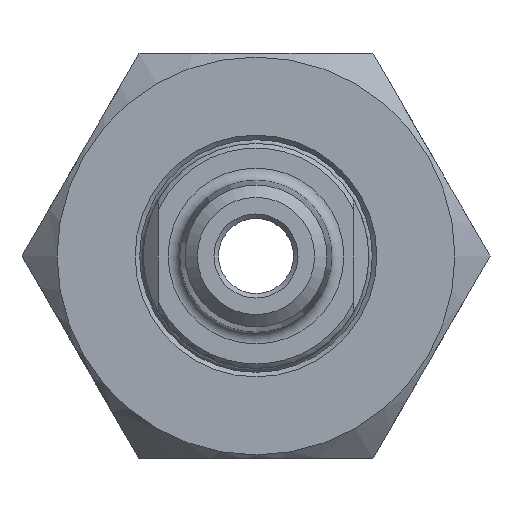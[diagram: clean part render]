
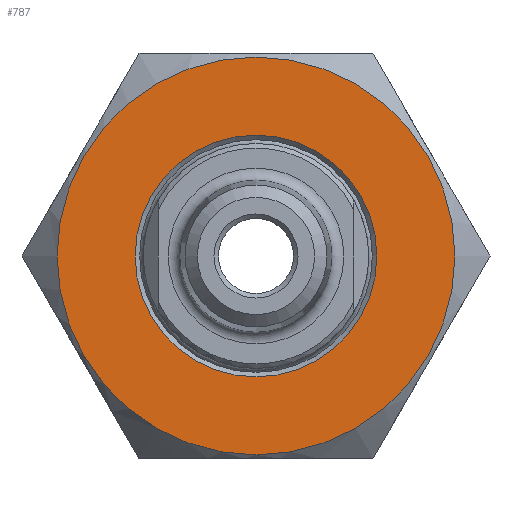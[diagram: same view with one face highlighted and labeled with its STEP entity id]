
A CAD part, left-side view. The second image highlights one B-rep face of the part: STEP entity #787.
In plain terms, the highlighted planar face has unit normal (-1, 0, 0).
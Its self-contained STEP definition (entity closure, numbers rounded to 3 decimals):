
#47=FACE_BOUND('',#139,.T.);
#62=PLANE('',#921);
#87=FACE_OUTER_BOUND('',#138,.T.);
#138=EDGE_LOOP('',(#579));
#139=EDGE_LOOP('',(#580));
#283=CIRCLE('',#902,13.25);
#290=CIRCLE('',#916,8.05);
#352=VERTEX_POINT('',#1340);
#358=VERTEX_POINT('',#1366);
#428=EDGE_CURVE('',#352,#352,#283,.T.);
#440=EDGE_CURVE('',#358,#358,#290,.T.);
#579=ORIENTED_EDGE('',*,*,#428,.T.);
#580=ORIENTED_EDGE('',*,*,#440,.F.);
#787=ADVANCED_FACE('',(#87,#47),#62,.T.);
#902=AXIS2_PLACEMENT_3D('',#1342,#1025,#1026);
#916=AXIS2_PLACEMENT_3D('',#1367,#1058,#1059);
#921=AXIS2_PLACEMENT_3D('',#1377,#1070,#1071);
#1025=DIRECTION('center_axis',(-1.,0.,0.));
#1026=DIRECTION('ref_axis',(0.,1.,0.));
#1058=DIRECTION('center_axis',(-1.,0.,0.));
#1059=DIRECTION('ref_axis',(0.,0.,-1.));
#1070=DIRECTION('center_axis',(-1.,0.,0.));
#1071=DIRECTION('ref_axis',(0.,0.,1.));
#1340=CARTESIAN_POINT('',(-13.5,-13.25,0.));
#1342=CARTESIAN_POINT('Origin',(-13.5,0.,0.));
#1366=CARTESIAN_POINT('',(-13.5,0.,8.05));
#1367=CARTESIAN_POINT('Origin',(-13.5,0.,0.));
#1377=CARTESIAN_POINT('Origin',(-13.5,0.,0.));
